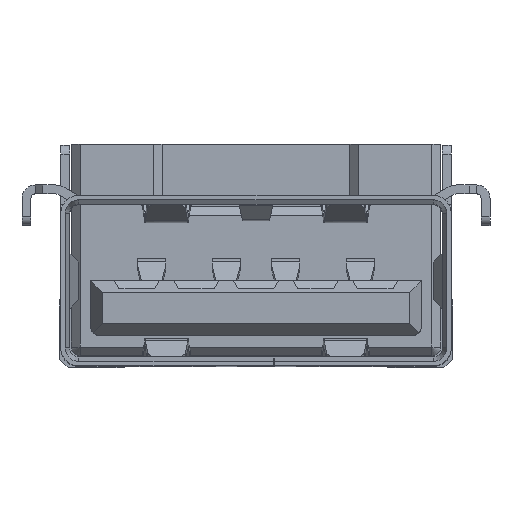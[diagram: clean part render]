
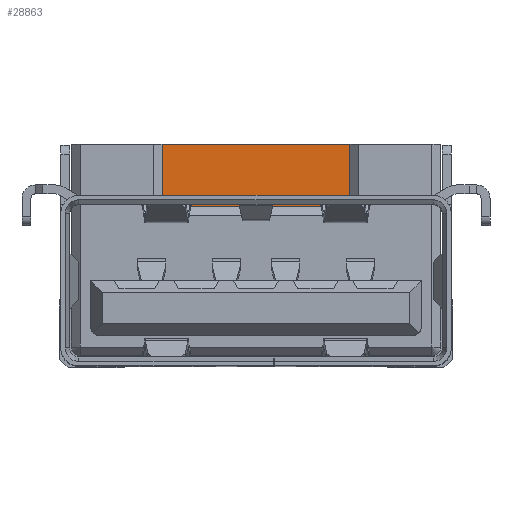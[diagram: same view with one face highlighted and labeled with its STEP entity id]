
A CAD part, top view. The second image highlights one B-rep face of the part: STEP entity #28863.
In plain terms, the highlighted planar face has unit normal (0, 0, 1).
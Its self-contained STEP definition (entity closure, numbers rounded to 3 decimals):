
#11924=ORIENTED_EDGE('',*,*,#16634,.F.);
#11925=ORIENTED_EDGE('',*,*,#16184,.T.);
#11926=ORIENTED_EDGE('',*,*,#16178,.T.);
#11927=ORIENTED_EDGE('',*,*,#16182,.T.);
#16178=EDGE_CURVE('',#18857,#18856,#21153,.T.);
#16182=EDGE_CURVE('',#18856,#18859,#21157,.T.);
#16184=EDGE_CURVE('',#18861,#18857,#21159,.T.);
#16634=EDGE_CURVE('',#18861,#18859,#21536,.T.);
#18856=VERTEX_POINT('',#39188);
#18857=VERTEX_POINT('',#39190);
#18859=VERTEX_POINT('',#39196);
#18861=VERTEX_POINT('',#39202);
#21153=LINE('',#39189,#23704);
#21157=LINE('',#39197,#23708);
#21159=LINE('',#39201,#23710);
#21536=LINE('',#40085,#24087);
#23704=VECTOR('',#33234,1000.);
#23708=VECTOR('',#33240,1000.);
#23710=VECTOR('',#33244,1000.);
#24087=VECTOR('',#34107,1000.);
#25697=EDGE_LOOP('',(#11924,#11925,#11926,#11927));
#26890=FACE_BOUND('',#25697,.T.);
#27951=PLANE('',#30163);
#28863=ADVANCED_FACE('',(#26890),#27951,.T.);
#30163=AXIS2_PLACEMENT_3D('',#40084,#34105,#34106);
#33234=DIRECTION('',(1.,0.,0.));
#33240=DIRECTION('',(0.,1.,0.));
#33244=DIRECTION('',(0.,-1.,0.));
#34105=DIRECTION('',(0.,0.,1.));
#34106=DIRECTION('',(1.,0.,0.));
#34107=DIRECTION('',(1.,0.,0.));
#39188=CARTESIAN_POINT('',(3.15,2.5,-8.58));
#39189=CARTESIAN_POINT('',(0.,2.5,-8.58));
#39190=CARTESIAN_POINT('',(-3.15,2.5,-8.58));
#39196=CARTESIAN_POINT('',(3.15,4.6,-8.58));
#39197=CARTESIAN_POINT('',(3.15,3.55,-8.58));
#39201=CARTESIAN_POINT('',(-3.15,3.55,-8.58));
#39202=CARTESIAN_POINT('',(-3.15,4.6,-8.58));
#40084=CARTESIAN_POINT('',(0.,3.55,-8.58));
#40085=CARTESIAN_POINT('',(0.,4.6,-8.58));
